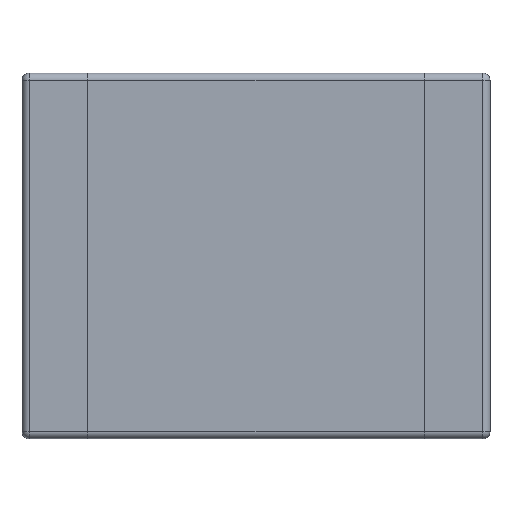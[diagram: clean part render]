
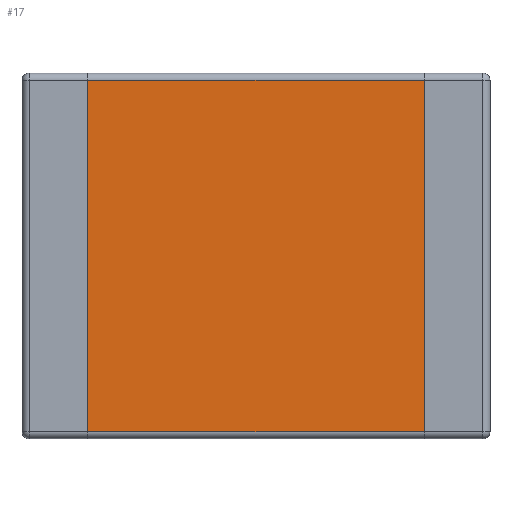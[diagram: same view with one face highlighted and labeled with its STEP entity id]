
A CAD part, front view. The second image highlights one B-rep face of the part: STEP entity #17.
In plain terms, the highlighted planar face has unit normal (0, -1, 0).
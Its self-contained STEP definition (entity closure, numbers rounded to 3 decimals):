
#17 = ADVANCED_FACE ( 'NONE', ( #911 ), #948, .T. ) ;
#23 = EDGE_LOOP ( 'NONE', ( #1666, #1665, #1664, #1676 ) ) ;
#342 = DIRECTION ( 'NONE',  ( 0., 0., 1. ) ) ;
#343 = VECTOR ( 'NONE', #342, 1000. ) ;
#344 = CARTESIAN_POINT ( 'NONE',  ( -1.15, 0., -1.25 ) ) ;
#345 = LINE ( 'NONE', #344, #343 ) ;
#351 = CARTESIAN_POINT ( 'NONE',  ( -1.15, 0., -1.2 ) ) ;
#474 = DIRECTION ( 'NONE',  ( 1., 0., 0. ) ) ;
#475 = VECTOR ( 'NONE', #474, 1000. ) ;
#476 = CARTESIAN_POINT ( 'NONE',  ( 1.6, 0., -1.2 ) ) ;
#477 = LINE ( 'NONE', #476, #475 ) ;
#498 = DIRECTION ( 'NONE',  ( -1., 0., 0. ) ) ;
#499 = VECTOR ( 'NONE', #498, 1000. ) ;
#500 = CARTESIAN_POINT ( 'NONE',  ( -1.6, 0., 1.2 ) ) ;
#501 = LINE ( 'NONE', #500, #499 ) ;
#607 = VERTEX_POINT ( 'NONE', #1206 ) ;
#666 = EDGE_CURVE ( 'NONE', #607, #667, #1366, .T. ) ;
#667 = VERTEX_POINT ( 'NONE', #1362 ) ;
#684 = VERTEX_POINT ( 'NONE', #1467 ) ;
#811 = VERTEX_POINT ( 'NONE', #351 ) ;
#815 = EDGE_CURVE ( 'NONE', #811, #684, #345, .T. ) ;
#911 = FACE_OUTER_BOUND ( 'NONE', #23, .T. ) ;
#944 = DIRECTION ( 'NONE',  ( 0., 0., -1. ) ) ;
#945 = DIRECTION ( 'NONE',  ( 0., -1., 0. ) ) ;
#946 = CARTESIAN_POINT ( 'NONE',  ( 1.6, 0., -1.25 ) ) ;
#947 = AXIS2_PLACEMENT_3D ( 'NONE', #946, #945, #944 ) ;
#948 = PLANE ( 'NONE',  #947 ) ;
#1206 = CARTESIAN_POINT ( 'NONE',  ( 1.15, 0., 1.2 ) ) ;
#1362 = CARTESIAN_POINT ( 'NONE',  ( 1.15, 0., -1.2 ) ) ;
#1363 = DIRECTION ( 'NONE',  ( 0., 0., -1. ) ) ;
#1364 = VECTOR ( 'NONE', #1363, 1000. ) ;
#1365 = CARTESIAN_POINT ( 'NONE',  ( 1.15, 0., -1.25 ) ) ;
#1366 = LINE ( 'NONE', #1365, #1364 ) ;
#1467 = CARTESIAN_POINT ( 'NONE',  ( -1.15, 0., 1.2 ) ) ;
#1664 = ORIENTED_EDGE ( 'NONE', *, *, #666, .F. ) ;
#1665 = ORIENTED_EDGE ( 'NONE', *, *, #1667, .T. ) ;
#1666 = ORIENTED_EDGE ( 'NONE', *, *, #815, .F. ) ;
#1667 = EDGE_CURVE ( 'NONE', #811, #667, #477, .T. ) ;
#1676 = ORIENTED_EDGE ( 'NONE', *, *, #1677, .T. ) ;
#1677 = EDGE_CURVE ( 'NONE', #607, #684, #501, .T. ) ;
